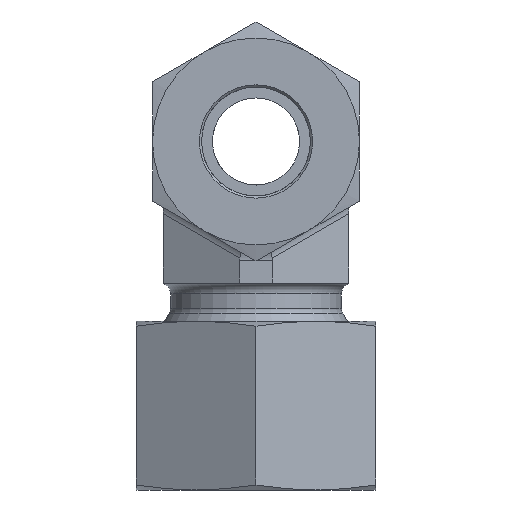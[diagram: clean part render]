
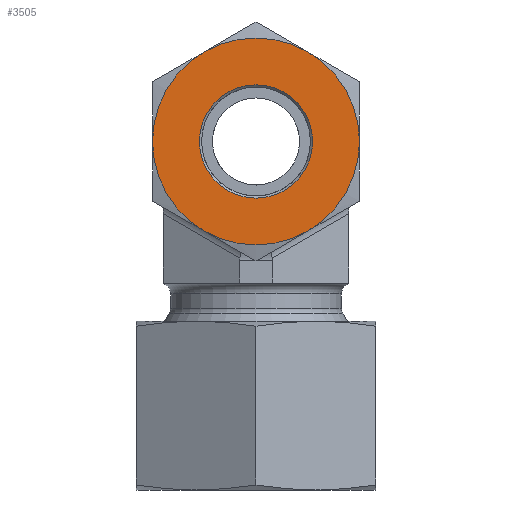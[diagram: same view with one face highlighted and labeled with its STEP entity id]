
A CAD part, front view. The second image highlights one B-rep face of the part: STEP entity #3505.
In plain terms, the highlighted face is planar.
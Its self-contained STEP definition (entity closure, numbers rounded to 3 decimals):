
#3409=CARTESIAN_POINT('',(5.2,0.,15.5));
#3410=VERTEX_POINT('',#3409);
#3411=CARTESIAN_POINT('',(0.0,0.0,15.5));
#3412=DIRECTION('',(0.0,0.0,1.0));
#3413=DIRECTION('',(-1.0,0.0,0.0));
#3414=AXIS2_PLACEMENT_3D('',#3411,#3412,#3413);
#3415=CIRCLE('',#3414,5.2);
#3416=EDGE_CURVE('',#3410,#3410,#3415,.T.);
#3441=CARTESIAN_POINT('',(0.,0.,15.5));
#3442=DIRECTION('',(0.0,0.0,1.0));
#3443=DIRECTION('',(1.0,0.0,0.0));
#3444=AXIS2_PLACEMENT_3D('',#3441,#3442,#3443);
#3445=PLANE('',#3444);
#3446=CARTESIAN_POINT('',(-4.75,-8.227,15.5));
#3447=VERTEX_POINT('',#3446);
#3448=CARTESIAN_POINT('',(4.75,-8.227,15.5));
#3449=VERTEX_POINT('',#3448);
#3450=CARTESIAN_POINT('',(0.0,0.0,15.5));
#3451=DIRECTION('',(0.0,0.0,1.0));
#3452=DIRECTION('',(-0.5,-0.866,0.0));
#3453=AXIS2_PLACEMENT_3D('',#3450,#3451,#3452);
#3454=CIRCLE('',#3453,9.5);
#3455=EDGE_CURVE('',#3447,#3449,#3454,.T.);
#3456=ORIENTED_EDGE('',*,*,#3455,.T.);
#3457=CARTESIAN_POINT('',(9.5,0.,15.5));
#3458=VERTEX_POINT('',#3457);
#3459=CARTESIAN_POINT('',(0.0,0.0,15.5));
#3460=DIRECTION('',(0.0,0.0,1.0));
#3461=DIRECTION('',(-0.5,-0.866,0.0));
#3462=AXIS2_PLACEMENT_3D('',#3459,#3460,#3461);
#3463=CIRCLE('',#3462,9.5);
#3464=EDGE_CURVE('',#3449,#3458,#3463,.T.);
#3465=ORIENTED_EDGE('',*,*,#3464,.T.);
#3466=CARTESIAN_POINT('',(4.75,8.227,15.5));
#3467=VERTEX_POINT('',#3466);
#3468=CARTESIAN_POINT('',(0.0,0.0,15.5));
#3469=DIRECTION('',(0.0,0.0,1.0));
#3470=DIRECTION('',(-0.5,-0.866,0.0));
#3471=AXIS2_PLACEMENT_3D('',#3468,#3469,#3470);
#3472=CIRCLE('',#3471,9.5);
#3473=EDGE_CURVE('',#3458,#3467,#3472,.T.);
#3474=ORIENTED_EDGE('',*,*,#3473,.T.);
#3475=CARTESIAN_POINT('',(-4.75,8.227,15.5));
#3476=VERTEX_POINT('',#3475);
#3477=CARTESIAN_POINT('',(0.0,0.0,15.5));
#3478=DIRECTION('',(0.0,0.0,1.0));
#3479=DIRECTION('',(-0.5,-0.866,0.0));
#3480=AXIS2_PLACEMENT_3D('',#3477,#3478,#3479);
#3481=CIRCLE('',#3480,9.5);
#3482=EDGE_CURVE('',#3467,#3476,#3481,.T.);
#3483=ORIENTED_EDGE('',*,*,#3482,.T.);
#3484=CARTESIAN_POINT('',(-9.5,0.0,15.5));
#3485=VERTEX_POINT('',#3484);
#3486=CARTESIAN_POINT('',(0.0,0.0,15.5));
#3487=DIRECTION('',(0.0,0.0,1.0));
#3488=DIRECTION('',(-0.5,-0.866,0.0));
#3489=AXIS2_PLACEMENT_3D('',#3486,#3487,#3488);
#3490=CIRCLE('',#3489,9.5);
#3491=EDGE_CURVE('',#3476,#3485,#3490,.T.);
#3492=ORIENTED_EDGE('',*,*,#3491,.T.);
#3493=CARTESIAN_POINT('',(0.0,0.0,15.5));
#3494=DIRECTION('',(0.0,0.0,1.0));
#3495=DIRECTION('',(-0.5,-0.866,0.0));
#3496=AXIS2_PLACEMENT_3D('',#3493,#3494,#3495);
#3497=CIRCLE('',#3496,9.5);
#3498=EDGE_CURVE('',#3485,#3447,#3497,.T.);
#3499=ORIENTED_EDGE('',*,*,#3498,.T.);
#3500=EDGE_LOOP('',(#3456,#3465,#3474,#3483,#3492,#3499));
#3501=FACE_OUTER_BOUND('',#3500,.T.);
#3502=ORIENTED_EDGE('',*,*,#3416,.F.);
#3503=EDGE_LOOP('',(#3502));
#3504=FACE_BOUND('',#3503,.T.);
#3505=ADVANCED_FACE('',(#3501,#3504),#3445,.T.);
